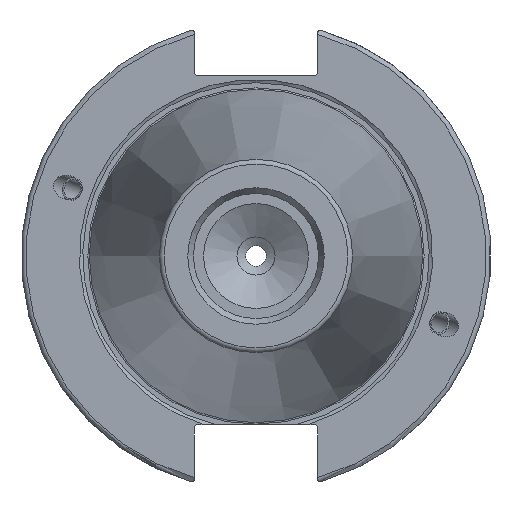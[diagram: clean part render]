
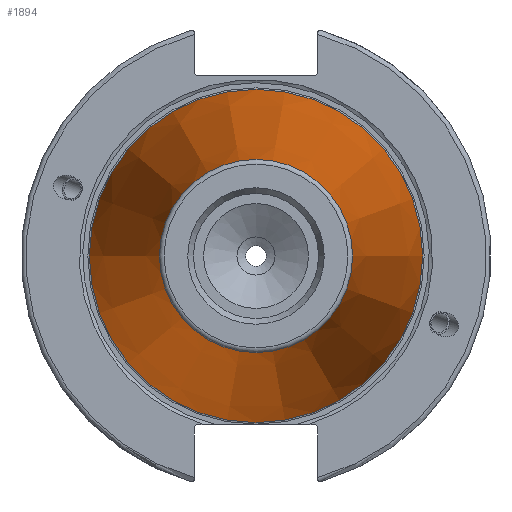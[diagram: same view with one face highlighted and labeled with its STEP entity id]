
A CAD part, left-side view. The second image highlights one B-rep face of the part: STEP entity #1894.
In plain terms, the highlighted conical face has half-angle 8.297 degrees and reference radius 27.517 mm.
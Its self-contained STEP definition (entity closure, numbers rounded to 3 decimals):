
#165=CONICAL_SURFACE('',#2133,27.517,0.145);
#245=FACE_OUTER_BOUND('',#366,.T.);
#366=EDGE_LOOP('',(#1641,#1642,#1643,#1644,#1645));
#483=LINE('',#3727,#586);
#586=VECTOR('',#2637,27.517);
#711=CIRCLE('',#2127,20.233);
#712=CIRCLE('',#2128,20.233);
#716=CIRCLE('',#2134,34.925);
#906=VERTEX_POINT('',#3714);
#907=VERTEX_POINT('',#3715);
#910=VERTEX_POINT('',#3725);
#1167=EDGE_CURVE('',#906,#907,#711,.T.);
#1168=EDGE_CURVE('',#907,#906,#712,.T.);
#1172=EDGE_CURVE('',#910,#910,#716,.T.);
#1173=EDGE_CURVE('',#910,#907,#483,.T.);
#1641=ORIENTED_EDGE('',*,*,#1172,.F.);
#1642=ORIENTED_EDGE('',*,*,#1173,.T.);
#1643=ORIENTED_EDGE('',*,*,#1167,.F.);
#1644=ORIENTED_EDGE('',*,*,#1168,.F.);
#1645=ORIENTED_EDGE('',*,*,#1173,.F.);
#1894=ADVANCED_FACE('',(#245),#165,.T.);
#2127=AXIS2_PLACEMENT_3D('',#3716,#2621,#2622);
#2128=AXIS2_PLACEMENT_3D('',#3717,#2623,#2624);
#2133=AXIS2_PLACEMENT_3D('',#3724,#2633,#2634);
#2134=AXIS2_PLACEMENT_3D('',#3726,#2635,#2636);
#2621=DIRECTION('center_axis',(-1.,0.,0.));
#2622=DIRECTION('ref_axis',(0.,-1.,0.));
#2623=DIRECTION('center_axis',(-1.,0.,0.));
#2624=DIRECTION('ref_axis',(0.,-1.,0.));
#2633=DIRECTION('center_axis',(1.,0.,0.));
#2634=DIRECTION('ref_axis',(0.,1.,0.));
#2635=DIRECTION('center_axis',(1.,0.,0.));
#2636=DIRECTION('ref_axis',(0.,0.,-1.));
#2637=DIRECTION('',(-0.99,0.144,0.));
#3714=CARTESIAN_POINT('',(-100.744,0.,20.233));
#3715=CARTESIAN_POINT('',(-100.744,-20.233,0.));
#3716=CARTESIAN_POINT('Origin',(-100.744,0.,0.));
#3717=CARTESIAN_POINT('Origin',(-100.744,0.,0.));
#3724=CARTESIAN_POINT('Origin',(-50.8,0.,0.));
#3725=CARTESIAN_POINT('',(0.,-34.925,0.));
#3726=CARTESIAN_POINT('Origin',(0.,0.,0.));
#3727=CARTESIAN_POINT('',(-50.8,-27.517,0.));
